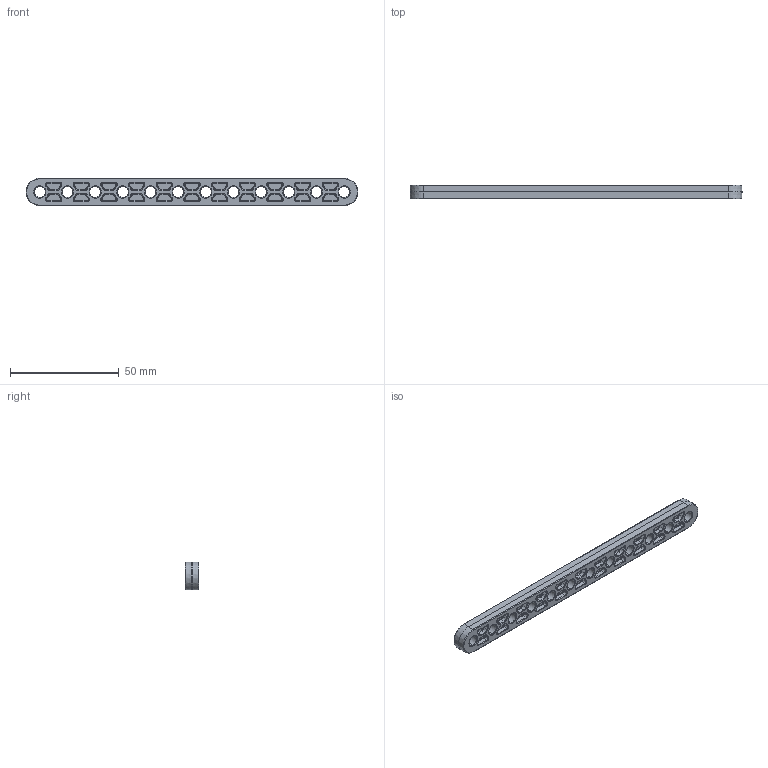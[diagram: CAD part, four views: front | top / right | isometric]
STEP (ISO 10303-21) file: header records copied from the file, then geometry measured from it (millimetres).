
FILE_DESCRIPTION (( 'STEP AP214' ), '1' );
FILE_NAME ('am-5011_1x12 RoBits 1×12 Beam.STEP', '2023-03-23T20:53:27', ( '' ), ( '' ), 'SwSTEP 2.0', 'SolidWorks 2022', '' );
FILE_SCHEMA (( 'AUTOMOTIVE_DESIGN' ));
Length unit declared in the file: inch
Products named in the file (1): am-5011_1x12 RoBits 1×12 Beam
Bounding box: 152.4 x 6.35 x 12.7 mm (x, y, z)
Volume: 8370.2 mm3; surface area: 8083.4 mm2
Topology: 1 solids, 1 shells, 1194 faces, 2680 edges, 1532 vertices
Faces by surface type: torus 582, cone 267, cylinder 207, plane 138
Entity records: 33510 total; most frequent: DIRECTION 6984, CARTESIAN_POINT 5453, ORIENTED_EDGE 5360, AXIS2_PLACEMENT_3D 3119, EDGE_CURVE 2680, CIRCLE 1924, VERTEX_POINT 1532, EDGE_LOOP 1262
